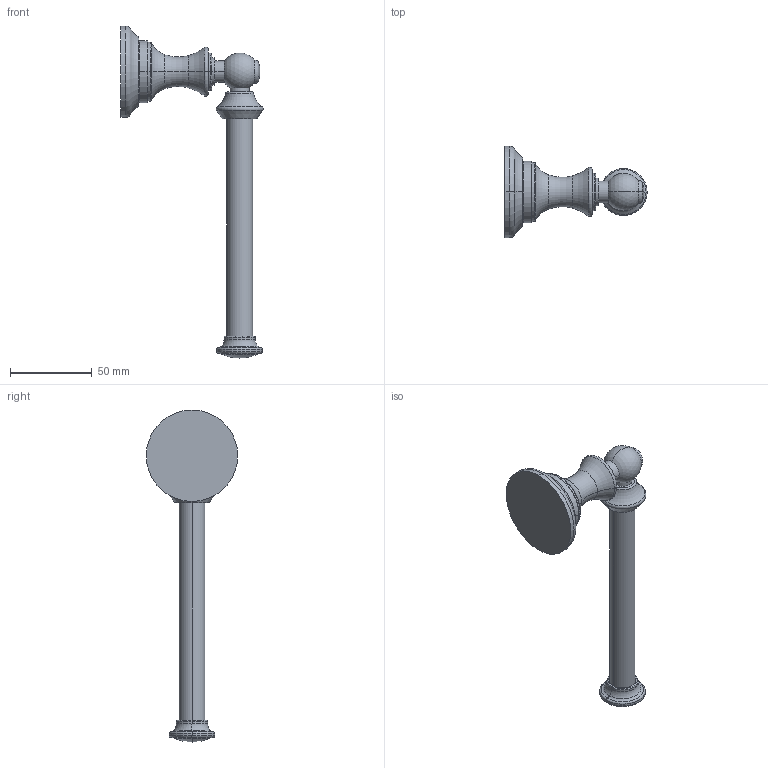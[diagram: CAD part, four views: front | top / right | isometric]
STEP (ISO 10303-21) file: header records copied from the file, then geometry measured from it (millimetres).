
FILE_DESCRIPTION((''),'2;1');
FILE_NAME('35-27','2021-01-28T17:21:22',('rsmith'),(''),'CREO PARAMETRIC BY PTC INC, 2018400','CREO PARAMETRIC BY PTC INC, 2018400','');
FILE_SCHEMA(('AUTOMOTIVE_DESIGN { 1 0 10303 214 1 1 1 1 }'));
Length unit declared in the file: inch
Products named in the file (1): 35-27
Bounding box: 86.92 x 55.88 x 202.92 mm (x, y, z)
Volume: 91717.7 mm3; surface area: 23282.5 mm2
Topology: 1 solids, 5 shells, 115 faces, 233 edges, 133 vertices
Faces by surface type: torus 46, cylinder 40, plane 19, sphere 6, cone 4
Entity records: 4538 total; most frequent: DIRECTION 640, CARTESIAN_POINT 477, ORIENTED_EDGE 454, PRESENTATION_STYLE_ASSIGNMENT 317, AXIS2_PLACEMENT_3D 298, STYLED_ITEM 230, CURVE_STYLE 227, EDGE_CURVE 227
